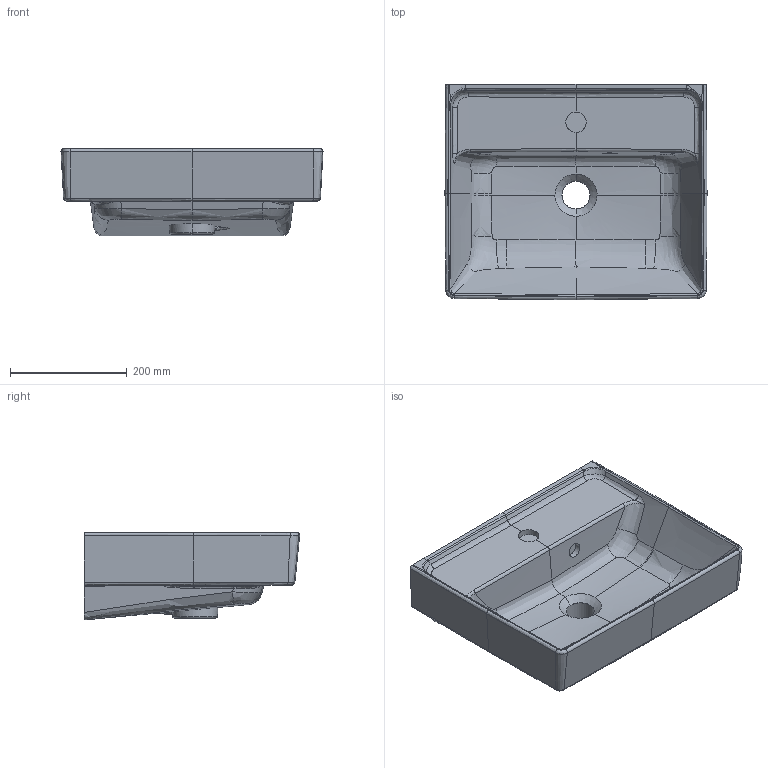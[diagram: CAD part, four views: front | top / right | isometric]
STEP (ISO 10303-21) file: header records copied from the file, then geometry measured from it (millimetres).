
FILE_DESCRIPTION(/* description */ (''),/* implementation_level */ '2;1');
FILE_NAME(/* name */ '433445_Collaro_HWB-45_2018.stp',/* time_stamp */ '2018-11-08T15:05:00+01:00',/* author */ (''),/* organization */ (''),/* preprocessor_version */ 'ST-DEVELOPER v16',/* originating_system */ 'SIEMENS PLM Software NX 10.0',/* authorisation */ '');
FILE_SCHEMA (('AUTOMOTIVE_DESIGN { 1 0 10303 214 3 1 1 1 }'));
Length unit declared in the file: millimetre
Products named in the file (1): Sier177CB10Fv1zw
Bounding box: 449.85 x 369.68 x 151 mm (x, y, z)
Volume: 10557542.1 mm3; surface area: 586308.8 mm2
Topology: 1 solids, 1 shells, 229 faces, 579 edges, 351 vertices
Faces by surface type: bspline 208, plane 16, cylinder 3, cone 2
Full cylindrical faces by diameter (mm): 25 x1, 35 x1, 47.6 x1
Entity records: 23377 total; most frequent: CARTESIAN_POINT 19796, ORIENTED_EDGE 1144, EDGE_CURVE 572, B_SPLINE_CURVE_WITH_KNOTS 387, VERTEX_POINT 349, EDGE_LOOP 235, ADVANCED_FACE 229, FACE_OUTER_BOUND 223
